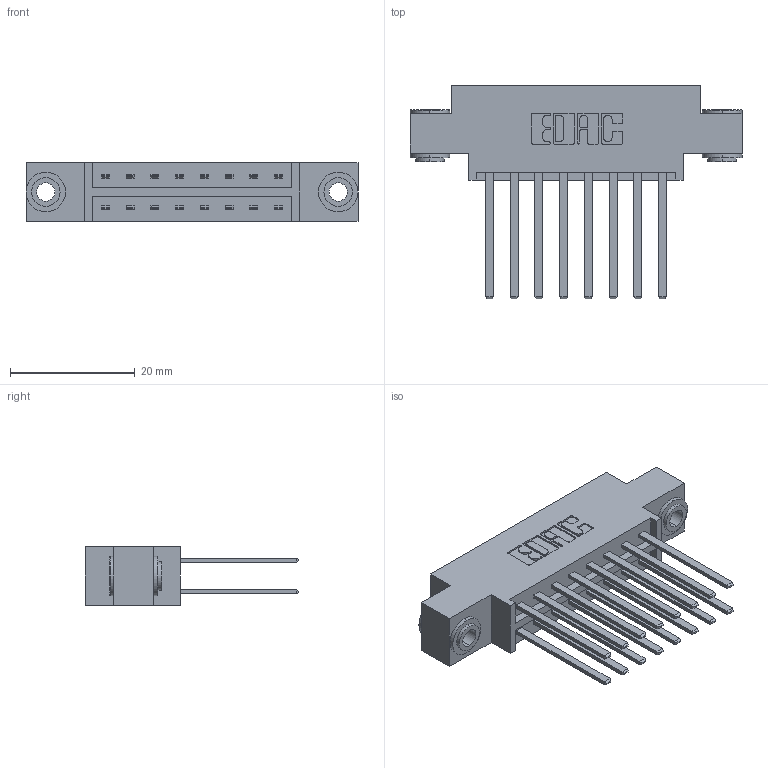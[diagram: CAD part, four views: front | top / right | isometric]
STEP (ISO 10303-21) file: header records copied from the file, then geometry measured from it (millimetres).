
FILE_DESCRIPTION (( 'STEP AP203' ), '1' );
FILE_NAME ('833-016-544-803.STEP', '2020-05-31T18:33:45', ( '' ), ( '' ), 'SwSTEP 2.0', 'SolidWorks 2020', '' );
FILE_SCHEMA (( 'CONFIG_CONTROL_DESIGN' ));
Length unit declared in the file: inch
Products named in the file (4): 345-292-001_345-293-144; 833-016-544-803; 345-250-002_345-250-002-102; 833 Part_Offset - .156 Dia - TH
Assembly tree (19 placements, depth 2):
  833-016-544-803
    833 Part_Offset - .156 Dia - TH
    345-292-001_345-293-144  x16
    345-250-002_345-250-002-102  x2
Bounding box: 53.24 x 34.3 x 9.4 mm (x, y, z)
Volume: 5133.3 mm3; surface area: 6867.3 mm2
Topology: 19 solids, 19 shells, 892 faces, 2591 edges, 1702 vertices
Faces by surface type: plane 596, cylinder 288, cone 8
Entity records: 10142 total; most frequent: CARTESIAN_POINT 1697, ORIENTED_EDGE 1626, DIRECTION 1539, EDGE_CURVE 813, LINE 665, VECTOR 665, VERTEX_POINT 538, AXIS2_PLACEMENT_3D 437
